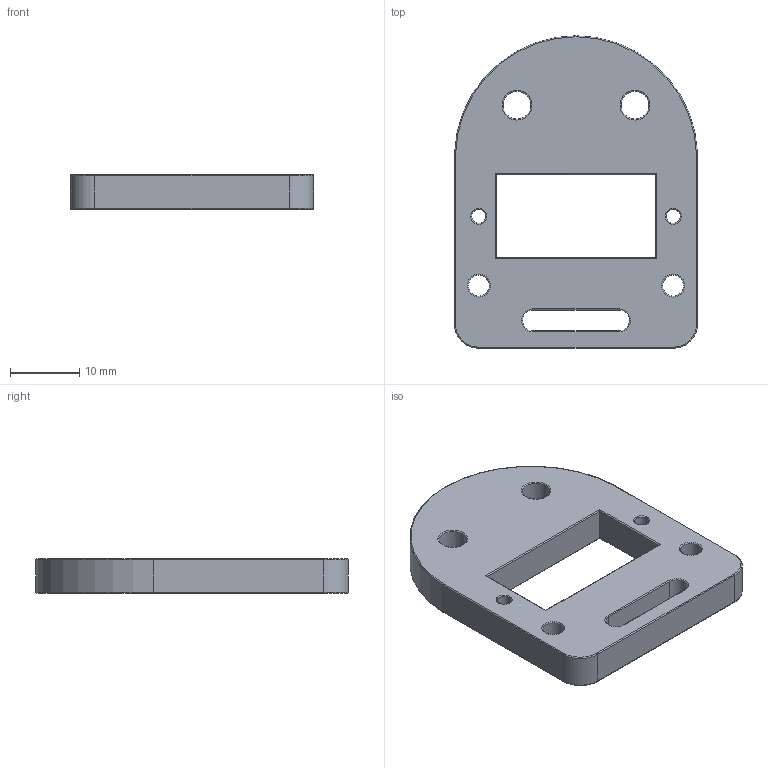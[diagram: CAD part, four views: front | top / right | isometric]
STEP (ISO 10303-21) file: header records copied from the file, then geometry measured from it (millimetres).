
FILE_DESCRIPTION (( 'STEP AP203' ), '1' );
FILE_NAME ('Part4 t308_Default_sldprt.STEP', '2018-07-08T08:09:22', ( '' ), ( '' ), 'SwSTEP 2.0', 'SolidWorks 2014', '' );
FILE_SCHEMA (( 'CONFIG_CONTROL_DESIGN' ));
Length unit declared in the file: millimetre
Products named in the file (1): Part4 t308_Default_sldprt
Bounding box: 35 x 45 x 5 mm (x, y, z)
Volume: 5360.2 mm3; surface area: 3620.2 mm2
Topology: 1 solids, 1 shells, 83 faces, 189 edges, 108 vertices
Faces by surface type: torus 36, cylinder 36, plane 11
Entity records: 2498 total; most frequent: CARTESIAN_POINT 477, DIRECTION 459, ORIENTED_EDGE 378, AXIS2_PLACEMENT_3D 198, EDGE_CURVE 189, CIRCLE 114, VERTEX_POINT 108, EDGE_LOOP 99
